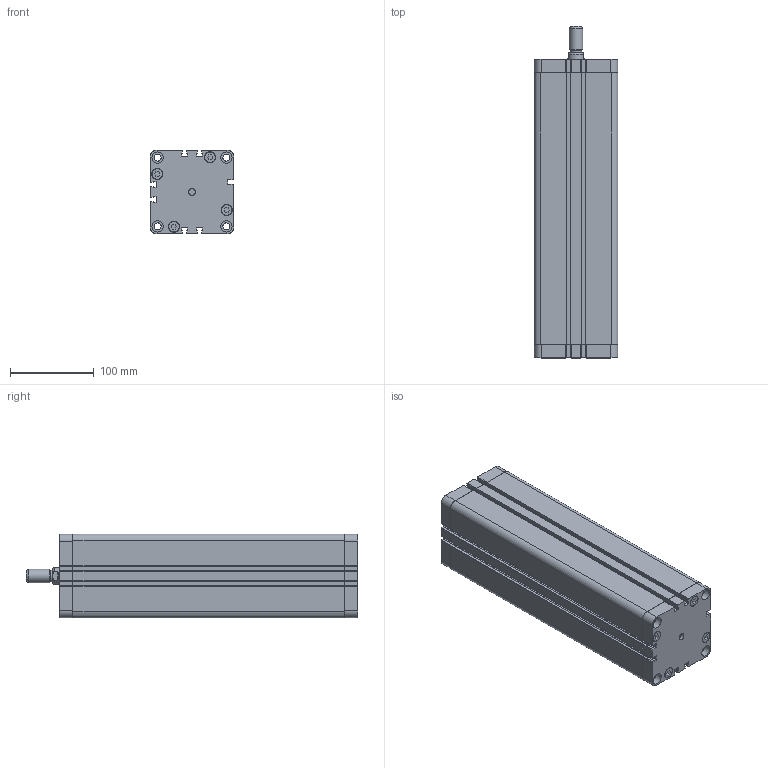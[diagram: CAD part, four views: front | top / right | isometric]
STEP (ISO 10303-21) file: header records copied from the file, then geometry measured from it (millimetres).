
FILE_DESCRIPTION((''),'2;1');
FILE_NAME('ADM080.300.GS.M.stp','2011-08-22T15:57:02',('Administrator'),(''),'Autodesk Inventor 2012','Autodesk Inventor 2012','');
FILE_SCHEMA(('AUTOMOTIVE_DESIGN { 1 0 10303 214 1 1 1 1 }'));
Length unit declared in the file: millimetre
Products named in the file (1): ADM080.300.GS.M
Bounding box: 100 x 396 x 100 mm (x, y, z)
Volume: 3343301.8 mm3; surface area: 242750.8 mm2
Topology: 1 solids, 1 shells, 372 faces, 992 edges, 660 vertices
Faces by surface type: plane 216, cylinder 153, cone 2, torus 1
Full cylindrical faces by diameter (mm): 8 x1, 8.376 x4, 8.566 x2, 12.5 x8, 13.5 x17, 16 x1, 20 x1, 22 x1
Entity records: 11895 total; most frequent: CARTESIAN_POINT 2027, DIRECTION 2008, ORIENTED_EDGE 1906, EDGE_CURVE 953, AXIS2_PLACEMENT_3D 684, VERTEX_POINT 659, VECTOR 640, LINE 640
